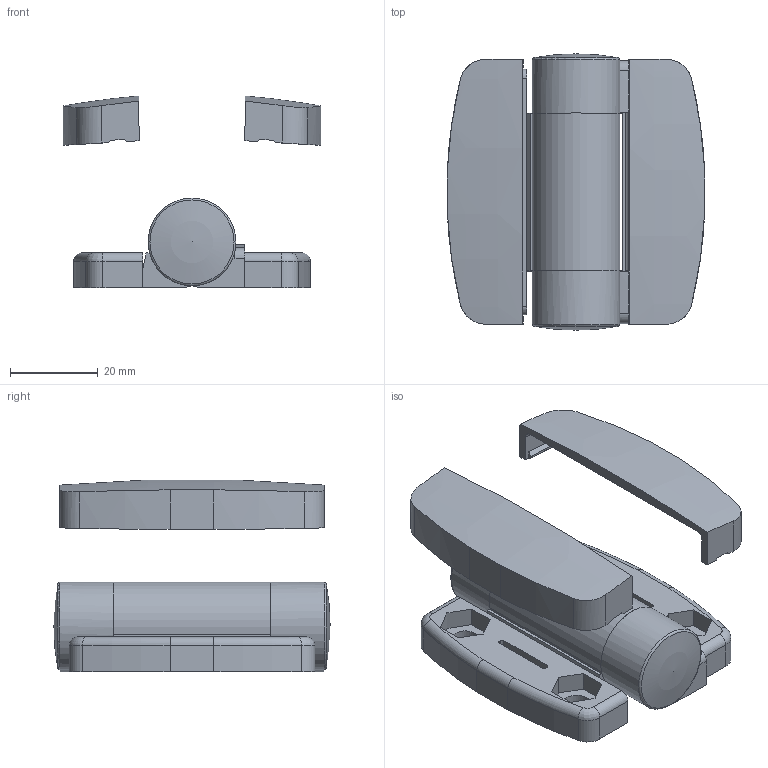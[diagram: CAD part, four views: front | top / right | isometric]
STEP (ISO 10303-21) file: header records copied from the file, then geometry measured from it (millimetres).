
FILE_DESCRIPTION(('FreeCAD Model'),'2;1');
FILE_NAME('Open CASCADE Shape Model','2024-03-18T17:29:31',(''),(''), 'Open CASCADE STEP processor 7.6','FreeCAD','Unknown');
FILE_SCHEMA(('AUTOMOTIVE_DESIGN { 1 0 10303 214 1 1 1 1 }'));
Length unit declared in the file: millimetre
Products named in the file (5): STI6-CHPA270; 095S3030A00 (0)_1; 095S3030A00 (0)_2; 095S3030A00 (0)_6; 095S3030A00 (0)_5
Assembly tree (4 placements, depth 2):
  STI6-CHPA270
    095S3030A00 (0)_1
    095S3030A00 (0)_2
    095S3030A00 (0)_6
    095S3030A00 (0)_5
Bounding box: 58.67 x 63 x 43.79 mm (x, y, z)
Volume: 36134.1 mm3; surface area: 22929.3 mm2
Topology: 4 solids, 4 shells, 267 faces, 714 edges, 461 vertices
Faces by surface type: plane 161, cylinder 80, torus 16, sphere 6, revolution 4
Full cylindrical faces by diameter (mm): 6.4 x4, 14 x2, 20 x2
Entity records: 19232 total; most frequent: CARTESIAN_POINT 4794, DIRECTION 2716, LINE 1642, VECTOR 1642, ORIENTED_EDGE 1416, PCURVE 1416, DEFINITIONAL_REPRESENTATION 1416, EDGE_CURVE 708
